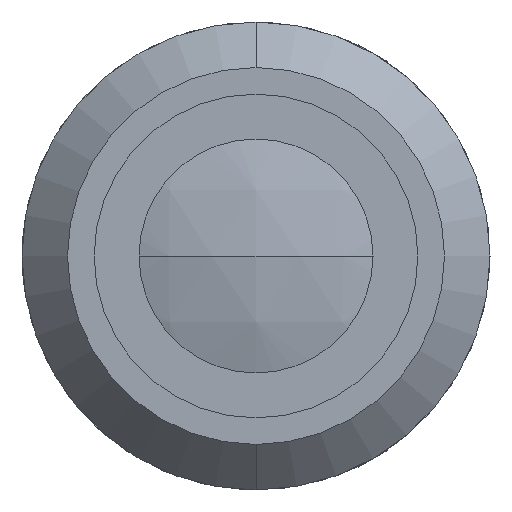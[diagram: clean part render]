
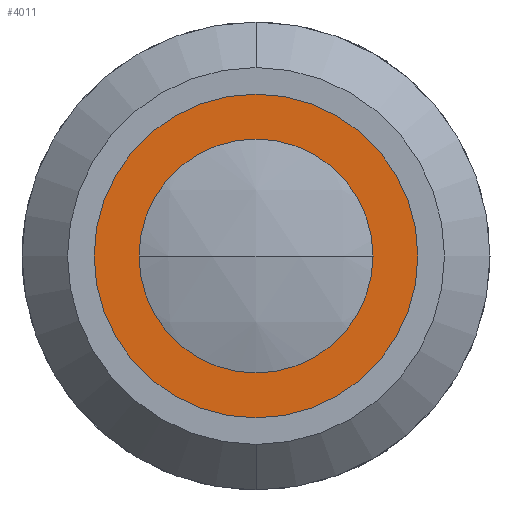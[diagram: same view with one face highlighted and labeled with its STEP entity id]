
A CAD part, left-side view. The second image highlights one B-rep face of the part: STEP entity #4011.
In plain terms, the highlighted planar face has unit normal (-1, 0, 0).
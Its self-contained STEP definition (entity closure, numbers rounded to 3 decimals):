
#99 = EDGE_CURVE ( 'NONE', #964, #2695, #2347, .T. ) ;
#116 = DIRECTION ( 'NONE',  ( -1., 0., 0. ) ) ;
#299 = EDGE_LOOP ( 'NONE', ( #3679, #3682 ) ) ;
#310 = CARTESIAN_POINT ( 'NONE',  ( 3.5, 0., 9. ) ) ;
#612 = DIRECTION ( 'NONE',  ( 0., 0., 1. ) ) ;
#637 = CARTESIAN_POINT ( 'NONE',  ( 3.5, 0., 0. ) ) ;
#703 = VERTEX_POINT ( 'NONE', #2320 ) ;
#722 = VERTEX_POINT ( 'NONE', #1410 ) ;
#758 = DIRECTION ( 'NONE',  ( 0., 0., 1. ) ) ;
#797 = CARTESIAN_POINT ( 'NONE',  ( 3.5, 0., 0. ) ) ;
#964 = VERTEX_POINT ( 'NONE', #1916 ) ;
#1125 = AXIS2_PLACEMENT_3D ( 'NONE', #2768, #2428, #4052 ) ;
#1167 = ORIENTED_EDGE ( 'NONE', *, *, #99, .F. ) ;
#1214 = CARTESIAN_POINT ( 'NONE',  ( 3.5, 0., 0. ) ) ;
#1410 = CARTESIAN_POINT ( 'NONE',  ( 3.5, 0., 13.2 ) ) ;
#1493 = FACE_BOUND ( 'NONE', #2395, .T. ) ;
#1558 = EDGE_CURVE ( 'NONE', #703, #722, #2416, .T. ) ;
#1736 = AXIS2_PLACEMENT_3D ( 'NONE', #1214, #4075, #612 ) ;
#1747 = CIRCLE ( 'NONE', #2365, 9. ) ;
#1916 = CARTESIAN_POINT ( 'NONE',  ( 3.5, 0., -9. ) ) ;
#1959 = AXIS2_PLACEMENT_3D ( 'NONE', #637, #4171, #3859 ) ;
#2320 = CARTESIAN_POINT ( 'NONE',  ( 3.5, 0., -13.2 ) ) ;
#2347 = CIRCLE ( 'NONE', #3834, 9. ) ;
#2365 = AXIS2_PLACEMENT_3D ( 'NONE', #797, #116, #758 ) ;
#2395 = EDGE_LOOP ( 'NONE', ( #3370, #1167 ) ) ;
#2416 = CIRCLE ( 'NONE', #1736, 13.2 ) ;
#2428 = DIRECTION ( 'NONE',  ( 1., 0., 0. ) ) ;
#2445 = EDGE_CURVE ( 'NONE', #722, #703, #2831, .T. ) ;
#2585 = DIRECTION ( 'NONE',  ( 0., 0., 1. ) ) ;
#2695 = VERTEX_POINT ( 'NONE', #310 ) ;
#2768 = CARTESIAN_POINT ( 'NONE',  ( 3.5, 13.2, 0. ) ) ;
#2789 = FACE_OUTER_BOUND ( 'NONE', #299, .T. ) ;
#2831 = CIRCLE ( 'NONE', #1959, 13.2 ) ;
#2994 = EDGE_CURVE ( 'NONE', #2695, #964, #1747, .T. ) ;
#3084 = PLANE ( 'NONE',  #1125 ) ;
#3263 = DIRECTION ( 'NONE',  ( -1., 0., 0. ) ) ;
#3299 = CARTESIAN_POINT ( 'NONE',  ( 3.5, 0., 0. ) ) ;
#3370 = ORIENTED_EDGE ( 'NONE', *, *, #2994, .F. ) ;
#3679 = ORIENTED_EDGE ( 'NONE', *, *, #2445, .T. ) ;
#3682 = ORIENTED_EDGE ( 'NONE', *, *, #1558, .T. ) ;
#3834 = AXIS2_PLACEMENT_3D ( 'NONE', #3299, #3263, #2585 ) ;
#3859 = DIRECTION ( 'NONE',  ( 0., 0., 1. ) ) ;
#4011 = ADVANCED_FACE ( 'NONE', ( #1493, #2789 ), #3084, .F. ) ;
#4052 = DIRECTION ( 'NONE',  ( 0., 0., -1. ) ) ;
#4075 = DIRECTION ( 'NONE',  ( -1., 0., 0. ) ) ;
#4171 = DIRECTION ( 'NONE',  ( -1., 0., 0. ) ) ;
